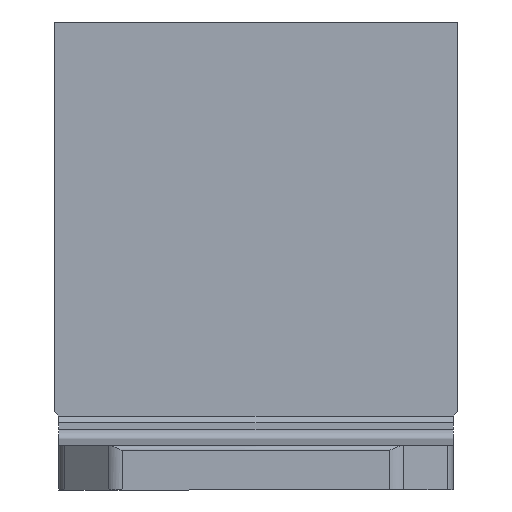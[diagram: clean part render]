
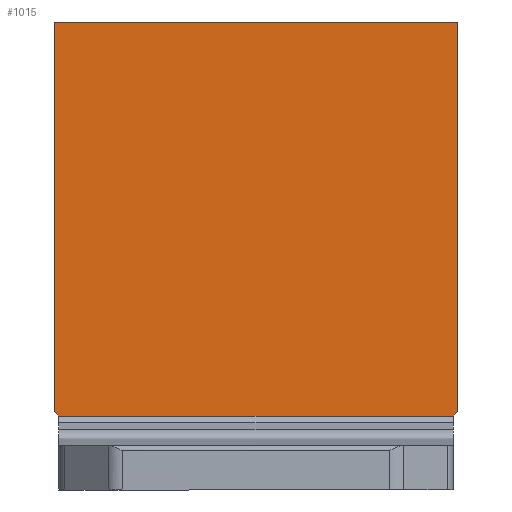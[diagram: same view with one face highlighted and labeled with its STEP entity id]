
A CAD part, front view. The second image highlights one B-rep face of the part: STEP entity #1015.
In plain terms, the highlighted planar face has unit normal (0, -1, 0).
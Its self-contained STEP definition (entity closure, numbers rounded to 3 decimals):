
#459=VERTEX_POINT('',#1270);
#551=VERTEX_POINT('',#1370);
#555=EDGE_CURVE('',#459,#761,#1374,.T.);
#761=VERTEX_POINT('',#1601);
#845=EDGE_CURVE('',#1057,#459,#1698,.T.);
#869=EDGE_CURVE('',#1049,#551,#1724,.T.);
#883=EDGE_CURVE('',#551,#1057,#1738,.T.);
#923=VERTEX_POINT('',#1784);
#985=EDGE_CURVE('',#761,#923,#1854,.T.);
#999=EDGE_CURVE('',#923,#1049,#1871,.T.);
#1015=ADVANCED_FACE('',(#1887),#1888,.T.);
#1049=VERTEX_POINT('',#1927);
#1057=VERTEX_POINT('',#1936);
#1270=CARTESIAN_POINT('',(205.0,-40.5,475.0));
#1370=CARTESIAN_POINT('',(-205.0,-40.5,80.0));
#1374=LINE('',#2332,#2333);
#1601=CARTESIAN_POINT('',(205.0,-40.5,80.0));
#1698=LINE('',#2778,#2779);
#1724=LINE('',#2815,#2816);
#1738=LINE('',#2835,#2836);
#1784=CARTESIAN_POINT('',(200.0,-40.5,75.0));
#1854=LINE('',#2990,#2991);
#1871=LINE('',#3011,#3012);
#1887=FACE_OUTER_BOUND('',#3049,.T.);
#1888=PLANE('',#3050);
#1927=CARTESIAN_POINT('',(-200.0,-40.5,75.0));
#1936=CARTESIAN_POINT('',(-205.0,-40.5,475.0));
#2332=CARTESIAN_POINT('',(205.0,-40.5,80.0));
#2333=VECTOR('',#3531,1.0);
#2778=CARTESIAN_POINT('',(205.0,-40.5,475.0));
#2779=VECTOR('',#3927,1.0);
#2815=CARTESIAN_POINT('',(-205.0,-40.5,80.0));
#2816=VECTOR('',#3951,1.0);
#2835=CARTESIAN_POINT('',(-205.0,-40.5,475.0));
#2836=VECTOR('',#3954,1.0);
#2990=CARTESIAN_POINT('',(200.0,-40.5,75.0));
#2991=VECTOR('',#4098,1.0);
#3011=CARTESIAN_POINT('',(200.0,-40.5,75.0));
#3012=VECTOR('',#4127,1.0);
#3049=EDGE_LOOP('',(#4139,#4140,#4141,#4142,#4143,#4144));
#3050=AXIS2_PLACEMENT_3D('',#4145,#4146,#4147);
#3531=DIRECTION('',(0.0,0.0,-1.0));
#3927=DIRECTION('',(1.0,0.0,0.0));
#3951=DIRECTION('',(-0.707,0.0,0.707));
#3954=DIRECTION('',(0.0,0.0,1.0));
#4098=DIRECTION('',(-0.707,0.0,-0.707));
#4127=DIRECTION('',(-1.0,0.0,0.0));
#4139=ORIENTED_EDGE('',*,*,#869,.F.);
#4140=ORIENTED_EDGE('',*,*,#999,.F.);
#4141=ORIENTED_EDGE('',*,*,#985,.F.);
#4142=ORIENTED_EDGE('',*,*,#555,.F.);
#4143=ORIENTED_EDGE('',*,*,#845,.F.);
#4144=ORIENTED_EDGE('',*,*,#883,.F.);
#4145=CARTESIAN_POINT('',(0.,-40.5,275.732));
#4146=DIRECTION('',(0.0,-1.0,0.0));
#4147=DIRECTION('',(1.0,0.0,0.0));
